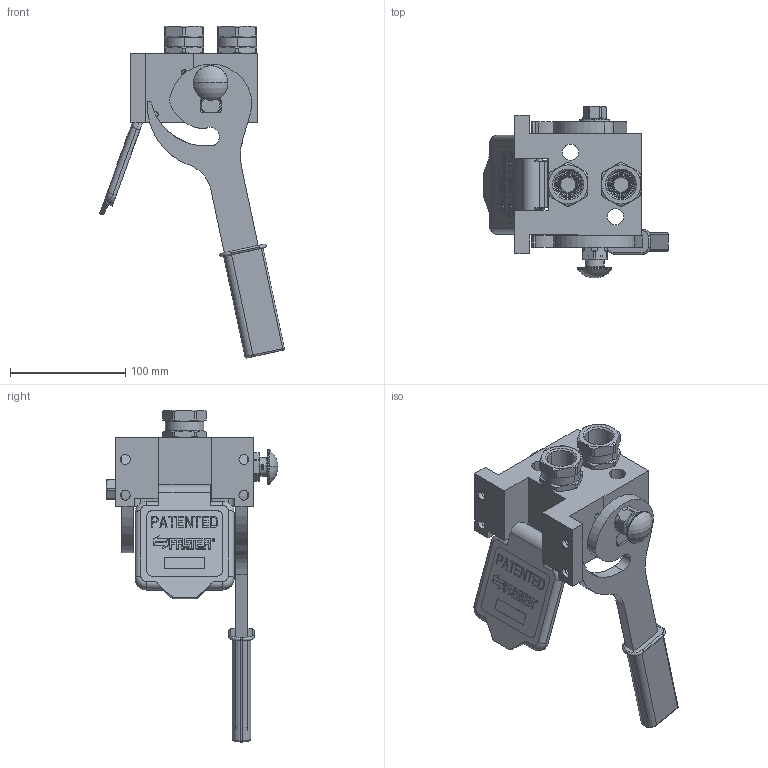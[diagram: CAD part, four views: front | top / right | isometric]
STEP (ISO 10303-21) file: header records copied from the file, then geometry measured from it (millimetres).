
FILE_DESCRIPTION (( 'STEP AP214' ), '1' );
FILE_NAME ('FASTER.step', '2026-02-19T03:01:36', ( '' ), ( '' ), 'SwSTEP 2.0', 'SolidWorks 2017', '' );
FILE_SCHEMA (( 'AUTOMOTIVE_DESIGN' ));
Length unit declared in the file: millimetre
Products named in the file (30): 4830_025_2000_000; 4820_024_1001_021; 0048_042_0412_000; 4830_025_0000_001; 4820_001_0001_004; 2ffnb12-34g_f; curs_molla_12; 4830_025_1000_000; 4820_001_0004_000; sicura_p5; 4830_024_0001_012; or1_5x7_m; 1540_080_0012_000; 4340_014_0000_000; 4820_024_1013_000_ASM; 4820_020_1000_021; 4830_001_0005_301; 4142_072_1000_300; et012; 4820_024_1013_020; P208_F_BASE; 4820_024_1013_000; 4830_022_0000_011; 4830_001_0005_300; 4820_024_1001_020; or2x18; 4830_070_0000_001; FASTER; A_2ffnb12-34g_f
Assembly tree (31 placements, depth 4):
  FASTER
    P208_F_BASE
      4820_020_1000_021
      4830_001_0005_301
      4830_001_0005_300
      4820_001_0001_004
      4820_001_0004_000
    A_2ffnb12-34g_f  x2
      curs_molla_12
        4340_014_0000_000
        4142_072_1000_300
      2ffnb12-34g_f
        2ffnb12-34g_f
    4820_024_1013_000
      4820_024_1013_000_ASM
        4820_024_1013_020
        4820_024_1001_021
      sicura_p5
        4830_025_0000_001
        or1_5x7_m
        0048_042_0412_000
      4830_022_0000_011
      4820_024_1001_020
      1540_080_0012_000
      4830_025_2000_000
      4830_024_0001_012
      4830_070_0000_001
      4830_025_1000_000
      or2x18  x2
    et012
Bounding box: 160.5 x 149.33 x 288.36 mm (x, y, z)
Volume: 129122.9 mm3; surface area: 222167.4 mm2
Topology: 28 solids, 48 shells, 3141 faces, 8248 edges, 5268 vertices
Faces by surface type: plane 1852, cylinder 564, cone 262, bspline 243, torus 176, sphere 44
Entity records: 119255 total; most frequent: CARTESIAN_POINT 47112, ORIENTED_EDGE 14651, DIRECTION 13210, EDGE_CURVE 7397, VECTOR 5212, LINE 5212, VERTEX_POINT 4747, AXIS2_PLACEMENT_3D 3999
